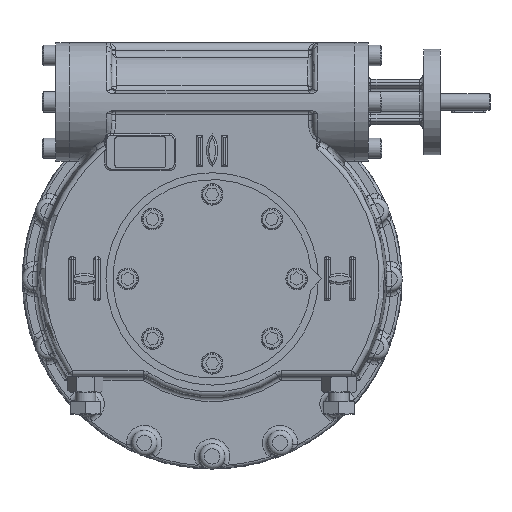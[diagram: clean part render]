
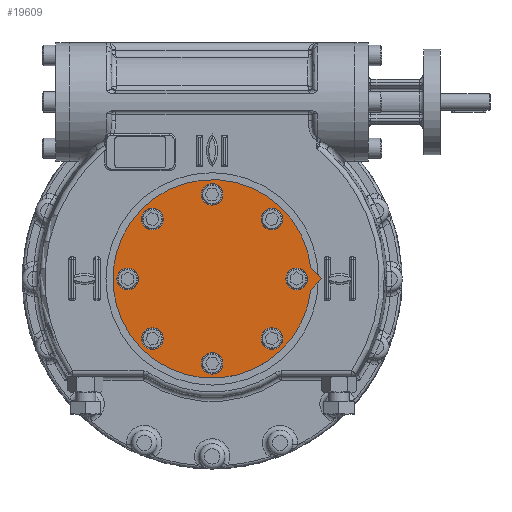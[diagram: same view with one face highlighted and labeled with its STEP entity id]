
A CAD part, top view. The second image highlights one B-rep face of the part: STEP entity #19609.
In plain terms, the highlighted planar face has unit normal (0, 0, 1).
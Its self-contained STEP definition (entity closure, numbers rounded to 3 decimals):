
#1888=PLANE('',#22461);
#3119=LINE('',#52053,#4362);
#3121=LINE('',#52056,#4364);
#4362=VECTOR('',#26845,1000.);
#4364=VECTOR('',#26849,1000.);
#9226=ORIENTED_EDGE('',*,*,#12600,.F.);
#9227=ORIENTED_EDGE('',*,*,#12601,.F.);
#9228=ORIENTED_EDGE('',*,*,#12602,.F.);
#9229=ORIENTED_EDGE('',*,*,#12603,.F.);
#9230=ORIENTED_EDGE('',*,*,#12604,.F.);
#9231=ORIENTED_EDGE('',*,*,#12605,.F.);
#9232=ORIENTED_EDGE('',*,*,#12606,.F.);
#9233=ORIENTED_EDGE('',*,*,#12607,.F.);
#9234=ORIENTED_EDGE('',*,*,#12585,.T.);
#9235=ORIENTED_EDGE('',*,*,#12589,.T.);
#9236=ORIENTED_EDGE('',*,*,#12591,.T.);
#12585=EDGE_CURVE('',#15046,#15045,#15972,.T.);
#12589=EDGE_CURVE('',#15045,#15048,#3119,.T.);
#12591=EDGE_CURVE('',#15048,#15046,#3121,.T.);
#12600=EDGE_CURVE('',#15057,#15057,#15981,.T.);
#12601=EDGE_CURVE('',#15058,#15058,#15982,.T.);
#12602=EDGE_CURVE('',#15059,#15059,#15983,.T.);
#12603=EDGE_CURVE('',#15060,#15060,#15984,.T.);
#12604=EDGE_CURVE('',#15061,#15061,#15985,.T.);
#12605=EDGE_CURVE('',#15062,#15062,#15986,.T.);
#12606=EDGE_CURVE('',#15063,#15063,#15987,.T.);
#12607=EDGE_CURVE('',#15064,#15064,#15988,.T.);
#15045=VERTEX_POINT('',#52044);
#15046=VERTEX_POINT('',#52046);
#15048=VERTEX_POINT('',#52052);
#15057=VERTEX_POINT('',#52076);
#15058=VERTEX_POINT('',#52078);
#15059=VERTEX_POINT('',#52080);
#15060=VERTEX_POINT('',#52082);
#15061=VERTEX_POINT('',#52084);
#15062=VERTEX_POINT('',#52086);
#15063=VERTEX_POINT('',#52088);
#15064=VERTEX_POINT('',#52090);
#15972=CIRCLE('',#22449,117.5);
#15981=CIRCLE('',#22462,8.5);
#15982=CIRCLE('',#22463,8.5);
#15983=CIRCLE('',#22464,8.5);
#15984=CIRCLE('',#22465,8.5);
#15985=CIRCLE('',#22466,8.5);
#15986=CIRCLE('',#22467,8.5);
#15987=CIRCLE('',#22468,8.5);
#15988=CIRCLE('',#22469,8.5);
#17164=EDGE_LOOP('',(#9226));
#17165=EDGE_LOOP('',(#9227));
#17166=EDGE_LOOP('',(#9228));
#17167=EDGE_LOOP('',(#9229));
#17168=EDGE_LOOP('',(#9230));
#17169=EDGE_LOOP('',(#9231));
#17170=EDGE_LOOP('',(#9232));
#17171=EDGE_LOOP('',(#9233));
#17172=EDGE_LOOP('',(#9234,#9235,#9236));
#18386=FACE_BOUND('',#17164,.T.);
#18387=FACE_BOUND('',#17165,.T.);
#18388=FACE_BOUND('',#17166,.T.);
#18389=FACE_BOUND('',#17167,.T.);
#18390=FACE_BOUND('',#17168,.T.);
#18391=FACE_BOUND('',#17169,.T.);
#18392=FACE_BOUND('',#17170,.T.);
#18393=FACE_BOUND('',#17171,.T.);
#18394=FACE_BOUND('',#17172,.T.);
#19609=ADVANCED_FACE('',(#18386,#18387,#18388,#18389,#18390,#18391,#18392,
#18393,#18394),#1888,.T.);
#22449=AXIS2_PLACEMENT_3D('',#52045,#26838,#26839);
#22461=AXIS2_PLACEMENT_3D('',#52074,#26868,#26869);
#22462=AXIS2_PLACEMENT_3D('',#52075,#26870,#26871);
#22463=AXIS2_PLACEMENT_3D('',#52077,#26872,#26873);
#22464=AXIS2_PLACEMENT_3D('',#52079,#26874,#26875);
#22465=AXIS2_PLACEMENT_3D('',#52081,#26876,#26877);
#22466=AXIS2_PLACEMENT_3D('',#52083,#26878,#26879);
#22467=AXIS2_PLACEMENT_3D('',#52085,#26880,#26881);
#22468=AXIS2_PLACEMENT_3D('',#52087,#26882,#26883);
#22469=AXIS2_PLACEMENT_3D('',#52089,#26884,#26885);
#26838=DIRECTION('',(0.,0.,1.));
#26839=DIRECTION('',(1.,0.,0.));
#26845=DIRECTION('',(0.707,0.707,0.));
#26849=DIRECTION('',(-0.707,0.707,0.));
#26868=DIRECTION('',(0.,0.,1.));
#26869=DIRECTION('',(0.,-1.,0.));
#26870=DIRECTION('',(0.,0.,1.));
#26871=DIRECTION('',(0.707,-0.707,0.));
#26872=DIRECTION('',(0.,0.,1.));
#26873=DIRECTION('',(1.,0.,0.));
#26874=DIRECTION('',(0.,0.,1.));
#26875=DIRECTION('',(0.707,0.707,0.));
#26876=DIRECTION('',(0.,0.,1.));
#26877=DIRECTION('',(0.,1.,0.));
#26878=DIRECTION('',(0.,0.,1.));
#26879=DIRECTION('',(-0.707,0.707,0.));
#26880=DIRECTION('',(0.,0.,1.));
#26881=DIRECTION('',(-1.,0.,0.));
#26882=DIRECTION('',(0.,0.,1.));
#26883=DIRECTION('',(-0.707,-0.707,0.));
#26884=DIRECTION('',(0.,0.,1.));
#26885=DIRECTION('',(0.,-1.,0.));
#52044=CARTESIAN_POINT('',(116.751,-13.249,65.25));
#52045=CARTESIAN_POINT('',(0.,0.,65.25));
#52046=CARTESIAN_POINT('',(116.751,13.249,65.25));
#52052=CARTESIAN_POINT('',(130.,0.,65.25));
#52053=CARTESIAN_POINT('',(116.751,-13.249,65.25));
#52056=CARTESIAN_POINT('',(130.,0.,65.25));
#52074=CARTESIAN_POINT('',(0.,0.,65.25));
#52075=CARTESIAN_POINT('',(70.711,70.711,65.25));
#52076=CARTESIAN_POINT('',(76.721,64.7,65.25));
#52077=CARTESIAN_POINT('',(0.,100.,65.25));
#52078=CARTESIAN_POINT('',(8.5,100.,65.25));
#52079=CARTESIAN_POINT('',(-70.711,70.711,65.25));
#52080=CARTESIAN_POINT('',(-64.7,76.721,65.25));
#52081=CARTESIAN_POINT('',(-100.,0.,65.25));
#52082=CARTESIAN_POINT('',(-100.,8.5,65.25));
#52083=CARTESIAN_POINT('',(-70.711,-70.711,65.25));
#52084=CARTESIAN_POINT('',(-76.721,-64.7,65.25));
#52085=CARTESIAN_POINT('',(0.,-100.,65.25));
#52086=CARTESIAN_POINT('',(-8.5,-100.,65.25));
#52087=CARTESIAN_POINT('',(70.711,-70.711,65.25));
#52088=CARTESIAN_POINT('',(64.7,-76.721,65.25));
#52089=CARTESIAN_POINT('',(100.,0.,65.25));
#52090=CARTESIAN_POINT('',(100.,-8.5,65.25));
